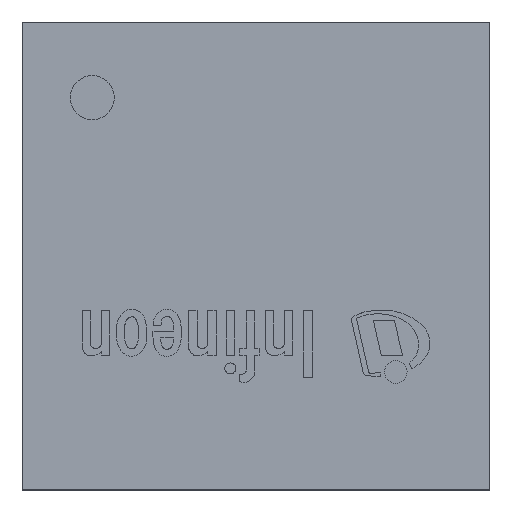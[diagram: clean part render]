
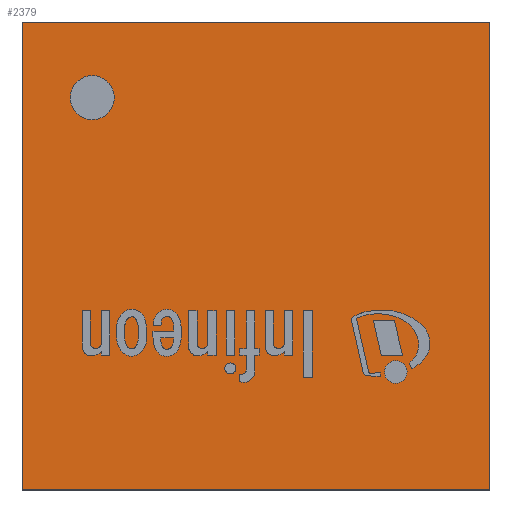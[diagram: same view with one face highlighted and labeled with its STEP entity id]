
A CAD part, top view. The second image highlights one B-rep face of the part: STEP entity #2379.
In plain terms, the highlighted planar face has unit normal (0, 0, 1).
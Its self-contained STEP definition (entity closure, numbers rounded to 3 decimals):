
#195=FACE_BOUND('',#496,.T.);
#201=CIRCLE('',#2575,0.08);
#327=FACE_OUTER_BOUND('',#495,.T.);
#495=EDGE_LOOP('',(#1623,#1624,#1625,#1626));
#496=EDGE_LOOP('',(#1627));
#676=LINE('',#3355,#837);
#679=LINE('',#3361,#840);
#682=LINE('',#3367,#843);
#685=LINE('',#3371,#846);
#837=VECTOR('',#2812,1.);
#840=VECTOR('',#2817,1.);
#843=VECTOR('',#2822,1.);
#846=VECTOR('',#2827,1.);
#988=VERTEX_POINT('',#3344);
#991=VERTEX_POINT('',#3352);
#992=VERTEX_POINT('',#3354);
#994=VERTEX_POINT('',#3360);
#996=VERTEX_POINT('',#3366);
#1235=EDGE_CURVE('',#988,#988,#201,.T.);
#1238=EDGE_CURVE('',#992,#991,#676,.T.);
#1241=EDGE_CURVE('',#994,#992,#679,.T.);
#1244=EDGE_CURVE('',#996,#994,#682,.T.);
#1247=EDGE_CURVE('',#991,#996,#685,.T.);
#1623=ORIENTED_EDGE('',*,*,#1247,.T.);
#1624=ORIENTED_EDGE('',*,*,#1244,.T.);
#1625=ORIENTED_EDGE('',*,*,#1241,.T.);
#1626=ORIENTED_EDGE('',*,*,#1238,.T.);
#1627=ORIENTED_EDGE('',*,*,#1235,.T.);
#2250=PLANE('',#2582);
#2379=ADVANCED_FACE('',(#327,#195),#2250,.T.);
#2575=AXIS2_PLACEMENT_3D('',#3346,#2804,#2805);
#2582=AXIS2_PLACEMENT_3D('',#3373,#2830,#2831);
#2804=DIRECTION('center_axis',(0.,0.,-1.));
#2805=DIRECTION('ref_axis',(0.,1.,0.));
#2812=DIRECTION('',(1.,0.,0.));
#2817=DIRECTION('',(0.,-1.,0.));
#2822=DIRECTION('',(-1.,0.,0.));
#2827=DIRECTION('',(0.,1.,0.));
#2830=DIRECTION('center_axis',(0.,0.,1.));
#2831=DIRECTION('ref_axis',(0.,-1.,0.));
#3344=CARTESIAN_POINT('',(-0.595,0.495,0.597));
#3346=CARTESIAN_POINT('Origin',(-0.595,0.575,0.597));
#3352=CARTESIAN_POINT('',(0.85,-0.85,0.597));
#3354=CARTESIAN_POINT('',(-0.85,-0.85,0.597));
#3355=CARTESIAN_POINT('',(0.85,-0.85,0.597));
#3360=CARTESIAN_POINT('',(-0.85,0.85,0.597));
#3361=CARTESIAN_POINT('',(-0.85,-0.85,0.597));
#3366=CARTESIAN_POINT('',(0.85,0.85,0.597));
#3367=CARTESIAN_POINT('',(-0.85,0.85,0.597));
#3371=CARTESIAN_POINT('',(0.85,0.85,0.597));
#3373=CARTESIAN_POINT('Origin',(0.,0.,
0.597));
